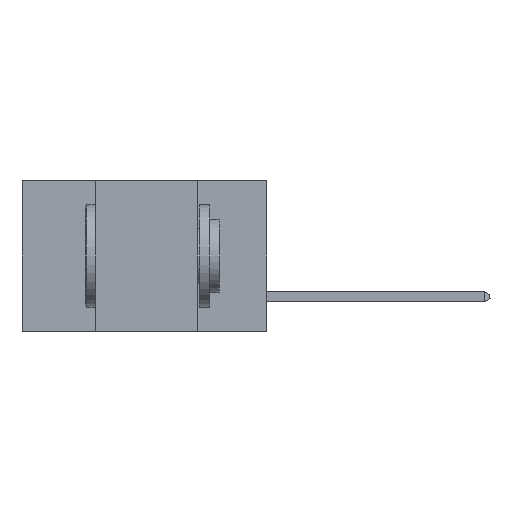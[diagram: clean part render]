
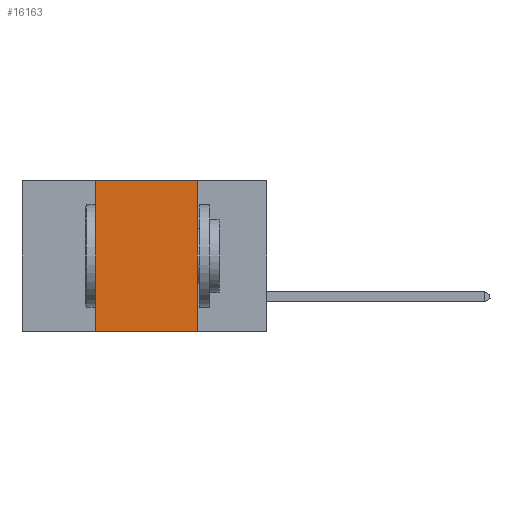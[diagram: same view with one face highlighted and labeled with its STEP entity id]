
A CAD part, left-side view. The second image highlights one B-rep face of the part: STEP entity #16163.
In plain terms, the highlighted planar face has unit normal (-1, 0, 0).
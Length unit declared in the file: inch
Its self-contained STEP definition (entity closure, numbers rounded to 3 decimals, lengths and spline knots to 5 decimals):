
#57 = EDGE_CURVE ( 'NONE', #4466, #13302, #16651, .T. ) ;
#419 = EDGE_CURVE ( 'NONE', #4950, #7324, #15597, .T. ) ;
#1805 = CARTESIAN_POINT ( 'NONE',  ( 0., 0.17, -0.37 ) ) ;
#2184 = CARTESIAN_POINT ( 'NONE',  ( 0., 0.6, 0. ) ) ;
#2636 = VECTOR ( 'NONE', #10738, 39.37008 ) ;
#2976 = CARTESIAN_POINT ( 'NONE',  ( 0., 0.42, 0. ) ) ;
#4466 = VERTEX_POINT ( 'NONE', #15963 ) ;
#4604 = DIRECTION ( 'NONE',  ( 1., 0., 0. ) ) ;
#4625 = ORIENTED_EDGE ( 'NONE', *, *, #13843, .T. ) ;
#4950 = VERTEX_POINT ( 'NONE', #12908 ) ;
#5272 = AXIS2_PLACEMENT_3D ( 'NONE', #5969, #4604, #5800 ) ;
#5800 = DIRECTION ( 'NONE',  ( 0., 0., -1. ) ) ;
#5969 = CARTESIAN_POINT ( 'NONE',  ( 0., 0.6, 0. ) ) ;
#6574 = VECTOR ( 'NONE', #12439, 39.37008 ) ;
#6612 = DIRECTION ( 'NONE',  ( 0., -1., 0. ) ) ;
#7324 = VERTEX_POINT ( 'NONE', #12760 ) ;
#7756 = VECTOR ( 'NONE', #6612, 39.37008 ) ;
#8018 = ORIENTED_EDGE ( 'NONE', *, *, #15267, .F. ) ;
#8343 = ORIENTED_EDGE ( 'NONE', *, *, #57, .F. ) ;
#8795 = DIRECTION ( 'NONE',  ( 0., 0., -1. ) ) ;
#9581 = LINE ( 'NONE', #15108, #6574 ) ;
#10564 = ORIENTED_EDGE ( 'NONE', *, *, #419, .F. ) ;
#10738 = DIRECTION ( 'NONE',  ( 0., 0., 1. ) ) ;
#10909 = VECTOR ( 'NONE', #8795, 39.37008 ) ;
#10974 = FACE_OUTER_BOUND ( 'NONE', #15583, .T. ) ;
#12439 = DIRECTION ( 'NONE',  ( 0., -1., 0. ) ) ;
#12760 = CARTESIAN_POINT ( 'NONE',  ( 0., 0.42, 0. ) ) ;
#12908 = CARTESIAN_POINT ( 'NONE',  ( 0., 0.42, -0.37 ) ) ;
#13302 = VERTEX_POINT ( 'NONE', #1805 ) ;
#13843 = EDGE_CURVE ( 'NONE', #4950, #13302, #9581, .T. ) ;
#14987 = LINE ( 'NONE', #2184, #7756 ) ;
#15108 = CARTESIAN_POINT ( 'NONE',  ( 0., 0.6, -0.37 ) ) ;
#15267 = EDGE_CURVE ( 'NONE', #7324, #4466, #14987, .T. ) ;
#15402 = PLANE ( 'NONE',  #5272 ) ;
#15583 = EDGE_LOOP ( 'NONE', ( #8343, #8018, #10564, #4625 ) ) ;
#15597 = LINE ( 'NONE', #2976, #2636 ) ;
#15963 = CARTESIAN_POINT ( 'NONE',  ( 0., 0.17, 0. ) ) ;
#16163 = ADVANCED_FACE ( 'NONE', ( #10974 ), #15402, .F. ) ;
#16651 = LINE ( 'NONE', #16924, #10909 ) ;
#16924 = CARTESIAN_POINT ( 'NONE',  ( 0., 0.17, 0. ) ) ;
